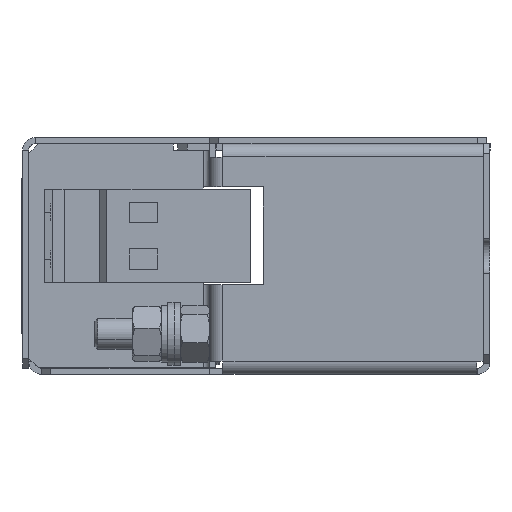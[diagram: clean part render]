
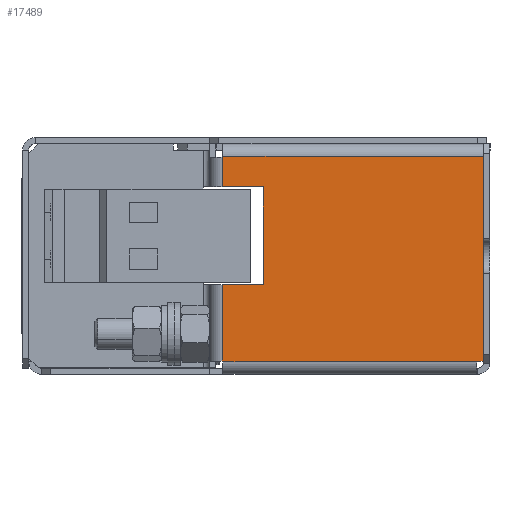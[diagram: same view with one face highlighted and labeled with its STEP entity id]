
A CAD part, left-side view. The second image highlights one B-rep face of the part: STEP entity #17489.
In plain terms, the highlighted planar face has unit normal (-1, 0, 0).
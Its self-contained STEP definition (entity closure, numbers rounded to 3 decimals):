
#448 = VECTOR ( 'NONE', #15161, 1000. ) ;
#777 = VERTEX_POINT ( 'NONE', #15031 ) ;
#951 = ORIENTED_EDGE ( 'NONE', *, *, #7492, .F. ) ;
#1078 = CARTESIAN_POINT ( 'NONE',  ( -83., 5.351, -16.849 ) ) ;
#1594 = EDGE_CURVE ( 'Defeature ausgef�hrt3_85+Defeature ausgef�hrt3_78+Defeature ausgef�hrt3_86+Defeature ausgef�hrt3_77', #10129, #18059, #5045, .T. ) ;
#2322 = EDGE_CURVE ( 'Defeature ausgef�hrt3_85+Defeature ausgef�hrt3_105+Defeature ausgef�hrt3_83+Defeature ausgef�hrt3_82', #12890, #2586, #10833, .T. ) ;
#2337 = LINE ( 'NONE', #11513, #18492 ) ;
#2406 = VERTEX_POINT ( 'NONE', #2980 ) ;
#2452 = LINE ( 'NONE', #4934, #11169 ) ;
#2509 = CARTESIAN_POINT ( 'NONE',  ( -83., -1.099, 11.101 ) ) ;
#2573 = CARTESIAN_POINT ( 'NONE',  ( -83., 5.501, -16.999 ) ) ;
#2580 = CARTESIAN_POINT ( 'NONE',  ( -83., 23.901, -4.599 ) ) ;
#2586 = VERTEX_POINT ( 'NONE', #6683 ) ;
#2868 = LINE ( 'NONE', #2573, #15166 ) ;
#2980 = CARTESIAN_POINT ( 'NONE',  ( -83., -36.399, 16.001 ) ) ;
#3007 = DIRECTION ( 'NONE',  ( 0., 1., 0. ) ) ;
#3530 = LINE ( 'NONE', #16712, #19463 ) ;
#3733 = VECTOR ( 'NONE', #13868, 1000. ) ;
#3750 = LINE ( 'NONE', #1078, #5213 ) ;
#3812 = CARTESIAN_POINT ( 'NONE',  ( -83., -35.349, -16.999 ) ) ;
#4222 = CARTESIAN_POINT ( 'NONE',  ( -83., 5.351, 15.851 ) ) ;
#4512 = VECTOR ( 'NONE', #12231, 1000. ) ;
#4637 = EDGE_CURVE ( 'Defeature ausgef�hrt3_85+Defeature ausgef�hrt3_83+Defeature ausgef�hrt3_84+Defeature ausgef�hrt3_105', #10994, #12890, #14112, .T. ) ;
#4664 = EDGE_CURVE ( 'Defeature ausgef�hrt3_85+Defeature ausgef�hrt3_173+Defeature ausgef�hrt3_77+Defeature ausgef�hrt3_84', #2406, #9307, #17741, .T. ) ;
#4934 = CARTESIAN_POINT ( 'NONE',  ( -83., -35.349, -16.849 ) ) ;
#5045 = LINE ( 'NONE', #10542, #448 ) ;
#5125 = FACE_OUTER_BOUND ( 'NONE', #14465, .T. ) ;
#5160 = AXIS2_PLACEMENT_3D ( 'NONE', #6661, #15900, #15704 ) ;
#5213 = VECTOR ( 'NONE', #14983, 1000. ) ;
#5620 = ORIENTED_EDGE ( 'NONE', *, *, #16554, .T. ) ;
#5783 = VECTOR ( 'NONE', #16291, 1000. ) ;
#5876 = ORIENTED_EDGE ( 'NONE', *, *, #6193, .T. ) ;
#5910 = ORIENTED_EDGE ( 'NONE', *, *, #4637, .T. ) ;
#6043 = EDGE_CURVE ( 'Defeature ausgef�hrt3_85+Defeature ausgef�hrt3_86+Defeature ausgef�hrt3_75+Defeature ausgef�hrt3_78', #18336, #10129, #2452, .T. ) ;
#6193 = EDGE_CURVE ( 'Defeature ausgef�hrt3_85+Defeature ausgef�hrt3_81+Defeature ausgef�hrt3_82+Defeature ausgef�hrt3_80', #9323, #777, #12835, .T. ) ;
#6661 = CARTESIAN_POINT ( 'NONE',  ( -83., -36.499, -0.499 ) ) ;
#6683 = CARTESIAN_POINT ( 'NONE',  ( -83., 5.501, 11.101 ) ) ;
#7022 = EDGE_CURVE ( 'Defeature ausgef�hrt3_75+Defeature ausgef�hrt3_85+Defeature ausgef�hrt3_74+Defeature ausgef�hrt3_73', #18336, #9824, #2868, .T. ) ;
#7105 = CARTESIAN_POINT ( 'NONE',  ( -83., 5.351, -16.849 ) ) ;
#7116 = CARTESIAN_POINT ( 'NONE',  ( -83., 7.851, -16.849 ) ) ;
#7163 = ORIENTED_EDGE ( 'NONE', *, *, #16773, .T. ) ;
#7397 = CARTESIAN_POINT ( 'NONE',  ( -83., 5.501, 15.851 ) ) ;
#7492 = EDGE_CURVE ( 'Defeature ausgef�hrt3_77+Defeature ausgef�hrt3_85+Defeature ausgef�hrt3_172+Defeature ausgef�hrt3_78', #2406, #18059, #14454, .T. ) ;
#8765 = VECTOR ( 'NONE', #13367, 1000. ) ;
#8941 = ORIENTED_EDGE ( 'NONE', *, *, #6043, .T. ) ;
#9233 = CARTESIAN_POINT ( 'NONE',  ( -83., -35.349, -16.849 ) ) ;
#9307 = VERTEX_POINT ( 'NONE', #12127 ) ;
#9323 = VERTEX_POINT ( 'NONE', #19724 ) ;
#9824 = VERTEX_POINT ( 'NONE', #13440 ) ;
#10129 = VERTEX_POINT ( 'NONE', #9233 ) ;
#10542 = CARTESIAN_POINT ( 'NONE',  ( -83., -35.349, -16.849 ) ) ;
#10555 = DIRECTION ( 'NONE',  ( 0., 1., 0. ) ) ;
#10598 = VECTOR ( 'NONE', #12469, 1000. ) ;
#10623 = DIRECTION ( 'NONE',  ( 0., -1., 0. ) ) ;
#10635 = ORIENTED_EDGE ( 'NONE', *, *, #14099, .T. ) ;
#10833 = LINE ( 'NONE', #16818, #4512 ) ;
#10994 = VERTEX_POINT ( 'NONE', #4222 ) ;
#11169 = VECTOR ( 'NONE', #18766, 1000. ) ;
#11513 = CARTESIAN_POINT ( 'NONE',  ( -83., 5.501, -0.499 ) ) ;
#11943 = CARTESIAN_POINT ( 'NONE',  ( -83., 5.501, -4.599 ) ) ;
#12127 = CARTESIAN_POINT ( 'NONE',  ( -83., 5.351, 16.001 ) ) ;
#12231 = DIRECTION ( 'NONE',  ( 0., 0., -1. ) ) ;
#12384 = CARTESIAN_POINT ( 'NONE',  ( -83., 5.501, -16.849 ) ) ;
#12469 = DIRECTION ( 'NONE',  ( 0., 0., -1. ) ) ;
#12668 = LINE ( 'NONE', #19823, #17478 ) ;
#12674 = CARTESIAN_POINT ( 'NONE',  ( -83., -36.399, 16.001 ) ) ;
#12835 = LINE ( 'NONE', #2509, #8765 ) ;
#12890 = VERTEX_POINT ( 'NONE', #7397 ) ;
#13036 = ORIENTED_EDGE ( 'NONE', *, *, #7022, .F. ) ;
#13367 = DIRECTION ( 'NONE',  ( 0., 0., -1. ) ) ;
#13372 = DIRECTION ( 'NONE',  ( 0., 1., 0. ) ) ;
#13440 = CARTESIAN_POINT ( 'NONE',  ( -83., 5.351, -16.999 ) ) ;
#13516 = LINE ( 'NONE', #7116, #5783 ) ;
#13529 = DIRECTION ( 'NONE',  ( 0., 0., -1. ) ) ;
#13629 = VECTOR ( 'NONE', #3007, 1000. ) ;
#13868 = DIRECTION ( 'NONE',  ( 0., 1., 0. ) ) ;
#13881 = LINE ( 'NONE', #2580, #17748 ) ;
#14099 = EDGE_CURVE ( 'Defeature ausgef�hrt3_85+Defeature ausgef�hrt3_79+Defeature ausgef�hrt3_109+Defeature ausgef�hrt3_88', #19550, #16449, #13516, .T. ) ;
#14112 = LINE ( 'NONE', #15147, #13629 ) ;
#14147 = ORIENTED_EDGE ( 'NONE', *, *, #1594, .T. ) ;
#14216 = PLANE ( 'NONE',  #5160 ) ;
#14418 = ORIENTED_EDGE ( 'NONE', *, *, #15484, .T. ) ;
#14454 = LINE ( 'NONE', #12674, #10598 ) ;
#14465 = EDGE_LOOP ( 'NONE', ( #19924, #5910, #15201, #7163, #5876, #5620, #14418, #10635, #19909, #13036, #8941, #14147, #951, #18181 ) ) ;
#14601 = DIRECTION ( 'NONE',  ( 0., 0., -1. ) ) ;
#14983 = DIRECTION ( 'NONE',  ( 0., 0., -1. ) ) ;
#15031 = CARTESIAN_POINT ( 'NONE',  ( -83., -1.099, -4.599 ) ) ;
#15147 = CARTESIAN_POINT ( 'NONE',  ( -83., 7.851, 15.851 ) ) ;
#15161 = DIRECTION ( 'NONE',  ( 0., -1., 0. ) ) ;
#15166 = VECTOR ( 'NONE', #13372, 1000. ) ;
#15181 = EDGE_CURVE ( 'Defeature ausgef�hrt3_85+Defeature ausgef�hrt3_84+Defeature ausgef�hrt3_173+Defeature ausgef�hrt3_83', #9307, #10994, #3530, .T. ) ;
#15201 = ORIENTED_EDGE ( 'NONE', *, *, #2322, .T. ) ;
#15484 = EDGE_CURVE ( 'Defeature ausgef�hrt3_85+Defeature ausgef�hrt3_109+Defeature ausgef�hrt3_80+Defeature ausgef�hrt3_79', #17266, #19550, #2337, .T. ) ;
#15643 = EDGE_CURVE ( 'Defeature ausgef�hrt3_85+Defeature ausgef�hrt3_88+Defeature ausgef�hrt3_79+Defeature ausgef�hrt3_75', #16449, #9824, #3750, .T. ) ;
#15704 = DIRECTION ( 'NONE',  ( 0., 0., -1. ) ) ;
#15900 = DIRECTION ( 'NONE',  ( 1., 0., 0. ) ) ;
#16291 = DIRECTION ( 'NONE',  ( 0., -1., 0. ) ) ;
#16449 = VERTEX_POINT ( 'NONE', #7105 ) ;
#16554 = EDGE_CURVE ( 'Defeature ausgef�hrt3_85+Defeature ausgef�hrt3_80+Defeature ausgef�hrt3_81+Defeature ausgef�hrt3_109', #777, #17266, #13881, .T. ) ;
#16712 = CARTESIAN_POINT ( 'NONE',  ( -83., 5.351, 18.351 ) ) ;
#16773 = EDGE_CURVE ( 'Defeature ausgef�hrt3_85+Defeature ausgef�hrt3_82+Defeature ausgef�hrt3_105+Defeature ausgef�hrt3_81', #2586, #9323, #12668, .T. ) ;
#16818 = CARTESIAN_POINT ( 'NONE',  ( -83., 5.501, -0.499 ) ) ;
#17266 = VERTEX_POINT ( 'NONE', #11943 ) ;
#17478 = VECTOR ( 'NONE', #10623, 1000. ) ;
#17489 = ADVANCED_FACE ( 'Defeature ausgef�hrt3_85', ( #5125 ), #14216, .F. ) ;
#17741 = LINE ( 'NONE', #19804, #3733 ) ;
#17748 = VECTOR ( 'NONE', #10555, 1000. ) ;
#18059 = VERTEX_POINT ( 'NONE', #19809 ) ;
#18181 = ORIENTED_EDGE ( 'NONE', *, *, #4664, .T. ) ;
#18336 = VERTEX_POINT ( 'NONE', #3812 ) ;
#18492 = VECTOR ( 'NONE', #14601, 1000. ) ;
#18766 = DIRECTION ( 'NONE',  ( 0., 0., 1. ) ) ;
#19463 = VECTOR ( 'NONE', #13529, 1000. ) ;
#19550 = VERTEX_POINT ( 'NONE', #12384 ) ;
#19724 = CARTESIAN_POINT ( 'NONE',  ( -83., -1.099, 11.101 ) ) ;
#19804 = CARTESIAN_POINT ( 'NONE',  ( -83., -36.499, 16.001 ) ) ;
#19809 = CARTESIAN_POINT ( 'NONE',  ( -83., -36.399, -16.849 ) ) ;
#19823 = CARTESIAN_POINT ( 'NONE',  ( -83., 23.901, 11.101 ) ) ;
#19909 = ORIENTED_EDGE ( 'NONE', *, *, #15643, .T. ) ;
#19924 = ORIENTED_EDGE ( 'NONE', *, *, #15181, .T. ) ;
